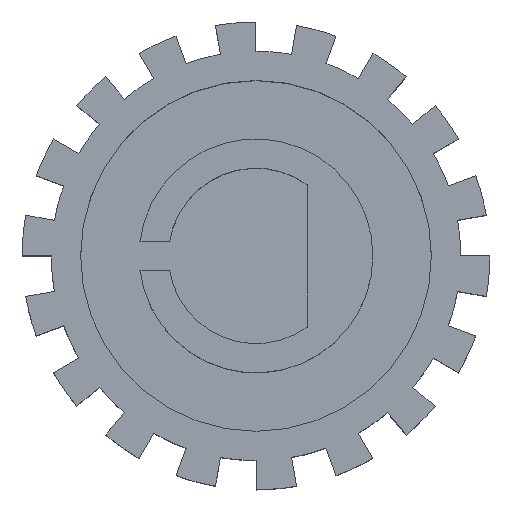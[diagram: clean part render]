
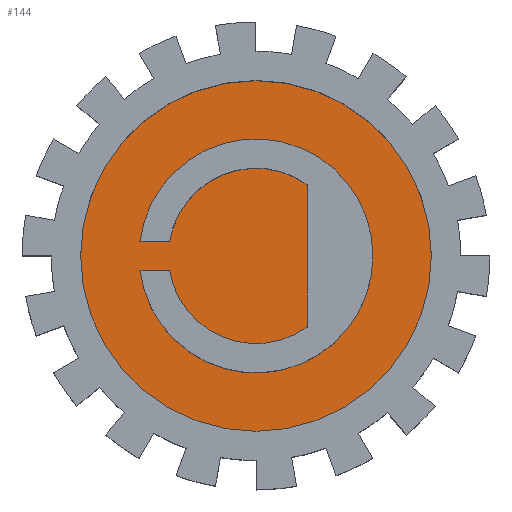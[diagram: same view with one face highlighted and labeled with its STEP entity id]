
A CAD part, top view. The second image highlights one B-rep face of the part: STEP entity #144.
In plain terms, the highlighted planar face has unit normal (0, 0, 1).
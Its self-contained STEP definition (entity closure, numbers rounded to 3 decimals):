
#9 = VERTEX_POINT ( 'NONE', #1377 ) ;
#12 = VERTEX_POINT ( 'NONE', #1341 ) ;
#18 = VERTEX_POINT ( 'NONE', #1352 ) ;
#19 = VERTEX_POINT ( 'NONE', #1331 ) ;
#31 = VERTEX_POINT ( 'NONE', #1335 ) ;
#144 = ADVANCED_FACE ( 'NONE', ( #1010, #1038 ), #1586, .T. ) ;
#213 = ORIENTED_EDGE ( 'NONE', *, *, #410, .F. ) ;
#311 = EDGE_LOOP ( 'NONE', ( #762, #804 ) ) ;
#367 = EDGE_LOOP ( 'NONE', ( #796, #799, #213, #782, #751, #759, #750 ) ) ;
#391 = EDGE_CURVE ( 'NONE', #31, #19, #1275, .T. ) ;
#395 = EDGE_CURVE ( 'NONE', #1303, #31, #1283, .T. ) ;
#410 = EDGE_CURVE ( 'NONE', #18, #9, #2247, .T. ) ;
#422 = EDGE_CURVE ( 'NONE', #19, #18, #2256, .T. ) ;
#459 = EDGE_CURVE ( 'NONE', #9, #12, #2237, .T. ) ;
#523 = EDGE_CURVE ( 'NONE', #1314, #1319, #2322, .T. ) ;
#524 = EDGE_CURVE ( 'NONE', #12, #1298, #2342, .T. ) ;
#616 = EDGE_CURVE ( 'NONE', #1319, #1314, #2184, .T. ) ;
#623 = EDGE_CURVE ( 'NONE', #1298, #1303, #2966, .T. ) ;
#750 = ORIENTED_EDGE ( 'NONE', *, *, #623, .F. ) ;
#751 = ORIENTED_EDGE ( 'NONE', *, *, #391, .F. ) ;
#759 = ORIENTED_EDGE ( 'NONE', *, *, #395, .F. ) ;
#762 = ORIENTED_EDGE ( 'NONE', *, *, #523, .T. ) ;
#782 = ORIENTED_EDGE ( 'NONE', *, *, #422, .F. ) ;
#796 = ORIENTED_EDGE ( 'NONE', *, *, #524, .F. ) ;
#799 = ORIENTED_EDGE ( 'NONE', *, *, #459, .F. ) ;
#804 = ORIENTED_EDGE ( 'NONE', *, *, #616, .T. ) ;
#1010 = FACE_BOUND ( 'NONE', #367, .T. ) ;
#1038 = FACE_OUTER_BOUND ( 'NONE', #311, .T. ) ;
#1275 = LINE ( 'NONE', #1883, #1277 ) ;
#1277 = VECTOR ( 'NONE', #1894, 1000. ) ;
#1283 = CIRCLE ( 'NONE', #2050, 4. ) ;
#1298 = VERTEX_POINT ( 'NONE', #2849 ) ;
#1303 = VERTEX_POINT ( 'NONE', #2863 ) ;
#1314 = VERTEX_POINT ( 'NONE', #2878 ) ;
#1319 = VERTEX_POINT ( 'NONE', #2923 ) ;
#1331 = CARTESIAN_POINT ( 'NONE',  ( -2.958, 0.5, 1.5 ) ) ;
#1335 = CARTESIAN_POINT ( 'NONE',  ( -3.969, 0.5, 1.5 ) ) ;
#1341 = CARTESIAN_POINT ( 'NONE',  ( -2.958, -0.5, 1.5 ) ) ;
#1352 = CARTESIAN_POINT ( 'NONE',  ( 1.75, 2.437, 1.5 ) ) ;
#1377 = CARTESIAN_POINT ( 'NONE',  ( 1.75, -2.437, 1.5 ) ) ;
#1552 = CARTESIAN_POINT ( 'NONE',  ( 0., 0., 1.5 ) ) ;
#1563 = DIRECTION ( 'NONE',  ( 1., 0., 0. ) ) ;
#1586 = PLANE ( 'NONE',  #1987 ) ;
#1594 = DIRECTION ( 'NONE',  ( 0., 0., 1. ) ) ;
#1883 = CARTESIAN_POINT ( 'NONE',  ( -3.969, 0.5, 1.5 ) ) ;
#1887 = DIRECTION ( 'NONE',  ( 1., 0., 0. ) ) ;
#1894 = DIRECTION ( 'NONE',  ( 1., 0., 0. ) ) ;
#1895 = CARTESIAN_POINT ( 'NONE',  ( 0., 0., 1.5 ) ) ;
#1926 = DIRECTION ( 'NONE',  ( 0., 0., 1. ) ) ;
#1945 = DIRECTION ( 'NONE',  ( 0., 0., -1. ) ) ;
#1956 = DIRECTION ( 'NONE',  ( 1., 0., 0. ) ) ;
#1962 = CARTESIAN_POINT ( 'NONE',  ( 1.75, 2.437, 1.5 ) ) ;
#1963 = CARTESIAN_POINT ( 'NONE',  ( 0., 0., 1.5 ) ) ;
#1965 = DIRECTION ( 'NONE',  ( 0., -1., 0. ) ) ;
#1987 = AXIS2_PLACEMENT_3D ( 'NONE', #1552, #1594, #1563 ) ;
#2050 = AXIS2_PLACEMENT_3D ( 'NONE', #1895, #1926, #1887 ) ;
#2066 = AXIS2_PLACEMENT_3D ( 'NONE', #2450, #2462, #2475 ) ;
#2072 = AXIS2_PLACEMENT_3D ( 'NONE', #1963, #1945, #1956 ) ;
#2111 = AXIS2_PLACEMENT_3D ( 'NONE', #2615, #2597, #2584 ) ;
#2134 = AXIS2_PLACEMENT_3D ( 'NONE', #2814, #2825, #2806 ) ;
#2141 = AXIS2_PLACEMENT_3D ( 'NONE', #2832, #2811, #2827 ) ;
#2184 = CIRCLE ( 'NONE', #2134, 6. ) ;
#2237 = CIRCLE ( 'NONE', #2066, 3. ) ;
#2242 = VECTOR ( 'NONE', #1965, 1000. ) ;
#2247 = LINE ( 'NONE', #1962, #2242 ) ;
#2256 = CIRCLE ( 'NONE', #2072, 3. ) ;
#2322 = CIRCLE ( 'NONE', #2111, 6. ) ;
#2342 = LINE ( 'NONE', #2581, #2364 ) ;
#2364 = VECTOR ( 'NONE', #2598, 1000. ) ;
#2450 = CARTESIAN_POINT ( 'NONE',  ( 0., 0., 1.5 ) ) ;
#2462 = DIRECTION ( 'NONE',  ( 0., 0., -1. ) ) ;
#2475 = DIRECTION ( 'NONE',  ( 1., 0., 0. ) ) ;
#2581 = CARTESIAN_POINT ( 'NONE',  ( -3.969, -0.5, 1.5 ) ) ;
#2584 = DIRECTION ( 'NONE',  ( 1., 0., 0. ) ) ;
#2597 = DIRECTION ( 'NONE',  ( 0., 0., 1. ) ) ;
#2598 = DIRECTION ( 'NONE',  ( -1., 0., 0. ) ) ;
#2615 = CARTESIAN_POINT ( 'NONE',  ( 0., 0., 1.5 ) ) ;
#2806 = DIRECTION ( 'NONE',  ( 1., 0., 0. ) ) ;
#2811 = DIRECTION ( 'NONE',  ( 0., 0., 1. ) ) ;
#2814 = CARTESIAN_POINT ( 'NONE',  ( 0., 0., 1.5 ) ) ;
#2825 = DIRECTION ( 'NONE',  ( 0., 0., 1. ) ) ;
#2827 = DIRECTION ( 'NONE',  ( 1., 0., 0. ) ) ;
#2832 = CARTESIAN_POINT ( 'NONE',  ( 0., 0., 1.5 ) ) ;
#2849 = CARTESIAN_POINT ( 'NONE',  ( -3.969, -0.5, 1.5 ) ) ;
#2863 = CARTESIAN_POINT ( 'NONE',  ( 4., 0., 1.5 ) ) ;
#2878 = CARTESIAN_POINT ( 'NONE',  ( 6., 0., 1.5 ) ) ;
#2923 = CARTESIAN_POINT ( 'NONE',  ( -6., 0., 1.5 ) ) ;
#2966 = CIRCLE ( 'NONE', #2141, 4. ) ;
